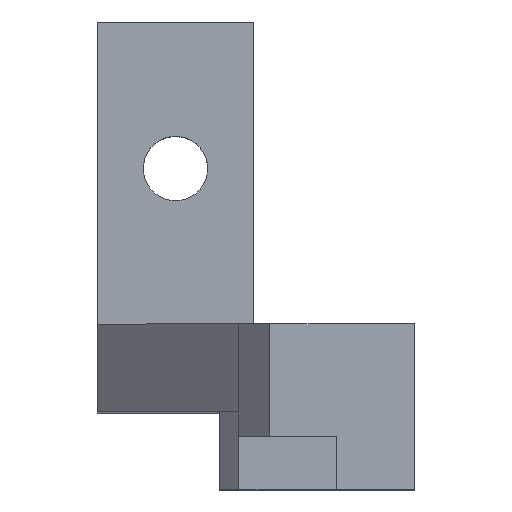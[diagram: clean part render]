
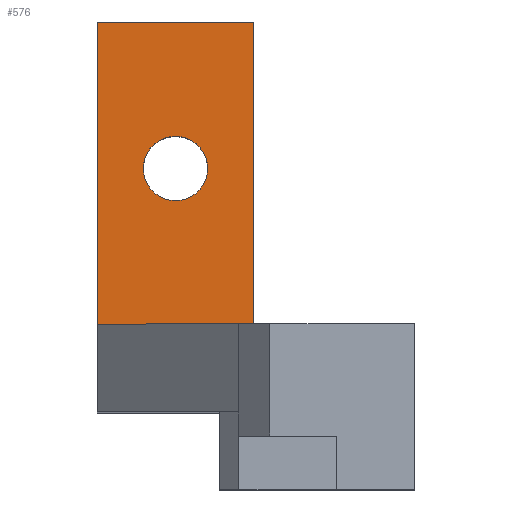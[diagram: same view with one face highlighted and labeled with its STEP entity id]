
A CAD part, top view. The second image highlights one B-rep face of the part: STEP entity #576.
In plain terms, the highlighted planar face has unit normal (0, 0, 1).
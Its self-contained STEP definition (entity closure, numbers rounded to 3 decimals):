
#26 = DIRECTION ( 'NONE',  ( 0., 0., 1. ) ) ;
#69 = EDGE_CURVE ( 'NONE', #236, #461, #333, .T. ) ;
#72 = DIRECTION ( 'NONE',  ( 1., 0., 0. ) ) ;
#75 = DIRECTION ( 'NONE',  ( 1., 0., 0. ) ) ;
#76 = EDGE_LOOP ( 'NONE', ( #849, #554, #696, #508 ) ) ;
#82 = CIRCLE ( 'NONE', #633, 1.65 ) ;
#109 = CARTESIAN_POINT ( 'NONE',  ( -4., 4.5, -10. ) ) ;
#117 = CARTESIAN_POINT ( 'NONE',  ( 0., 12.5, -10. ) ) ;
#126 = CARTESIAN_POINT ( 'NONE',  ( 4., 20., -10. ) ) ;
#151 = DIRECTION ( 'NONE',  ( 0., 1., 0. ) ) ;
#162 = PLANE ( 'NONE',  #426 ) ;
#174 = DIRECTION ( 'NONE',  ( 0., 0., 1. ) ) ;
#181 = VECTOR ( 'NONE', #488, 1000. ) ;
#236 = VERTEX_POINT ( 'NONE', #544 ) ;
#239 = CARTESIAN_POINT ( 'NONE',  ( -4., 20., -10. ) ) ;
#246 = DIRECTION ( 'NONE',  ( 1., 0., 0. ) ) ;
#299 = CARTESIAN_POINT ( 'NONE',  ( 4., 4.5, -10. ) ) ;
#301 = CARTESIAN_POINT ( 'NONE',  ( -1.65, 12.5, -10. ) ) ;
#305 = EDGE_CURVE ( 'NONE', #349, #840, #82, .T. ) ;
#311 = DIRECTION ( 'NONE',  ( 1., 0., 0. ) ) ;
#329 = DIRECTION ( 'NONE',  ( 0., -1., 0. ) ) ;
#333 = LINE ( 'NONE', #748, #607 ) ;
#349 = VERTEX_POINT ( 'NONE', #301 ) ;
#353 = CIRCLE ( 'NONE', #463, 1.65 ) ;
#364 = EDGE_CURVE ( 'NONE', #616, #530, #697, .T. ) ;
#366 = CARTESIAN_POINT ( 'NONE',  ( 0., 12.5, -10. ) ) ;
#372 = FACE_BOUND ( 'NONE', #383, .T. ) ;
#383 = EDGE_LOOP ( 'NONE', ( #862, #685 ) ) ;
#416 = DIRECTION ( 'NONE',  ( 0., 0., 1. ) ) ;
#426 = AXIS2_PLACEMENT_3D ( 'NONE', #843, #26, #311 ) ;
#461 = VERTEX_POINT ( 'NONE', #299 ) ;
#463 = AXIS2_PLACEMENT_3D ( 'NONE', #366, #174, #246 ) ;
#488 = DIRECTION ( 'NONE',  ( -1., 0., 0. ) ) ;
#508 = ORIENTED_EDGE ( 'NONE', *, *, #364, .F. ) ;
#530 = VERTEX_POINT ( 'NONE', #239 ) ;
#535 = LINE ( 'NONE', #126, #835 ) ;
#544 = CARTESIAN_POINT ( 'NONE',  ( 4., 20., -10. ) ) ;
#546 = LINE ( 'NONE', #760, #181 ) ;
#554 = ORIENTED_EDGE ( 'NONE', *, *, #69, .F. ) ;
#576 = ADVANCED_FACE ( 'NONE', ( #372, #651 ), #162, .T. ) ;
#584 = VECTOR ( 'NONE', #151, 1000. ) ;
#607 = VECTOR ( 'NONE', #329, 1000. ) ;
#613 = EDGE_CURVE ( 'NONE', #840, #349, #353, .T. ) ;
#616 = VERTEX_POINT ( 'NONE', #109 ) ;
#633 = AXIS2_PLACEMENT_3D ( 'NONE', #117, #416, #72 ) ;
#637 = CARTESIAN_POINT ( 'NONE',  ( -4., 0., -10. ) ) ;
#651 = FACE_OUTER_BOUND ( 'NONE', #76, .T. ) ;
#685 = ORIENTED_EDGE ( 'NONE', *, *, #613, .F. ) ;
#696 = ORIENTED_EDGE ( 'NONE', *, *, #792, .F. ) ;
#697 = LINE ( 'NONE', #637, #584 ) ;
#748 = CARTESIAN_POINT ( 'NONE',  ( 4., 0., -10. ) ) ;
#760 = CARTESIAN_POINT ( 'NONE',  ( 4., 4.5, -10. ) ) ;
#792 = EDGE_CURVE ( 'NONE', #530, #236, #535, .T. ) ;
#819 = CARTESIAN_POINT ( 'NONE',  ( 1.65, 12.5, -10. ) ) ;
#832 = EDGE_CURVE ( 'NONE', #461, #616, #546, .T. ) ;
#835 = VECTOR ( 'NONE', #75, 1000. ) ;
#840 = VERTEX_POINT ( 'NONE', #819 ) ;
#843 = CARTESIAN_POINT ( 'NONE',  ( 0., 0., -10. ) ) ;
#849 = ORIENTED_EDGE ( 'NONE', *, *, #832, .F. ) ;
#862 = ORIENTED_EDGE ( 'NONE', *, *, #305, .F. ) ;
